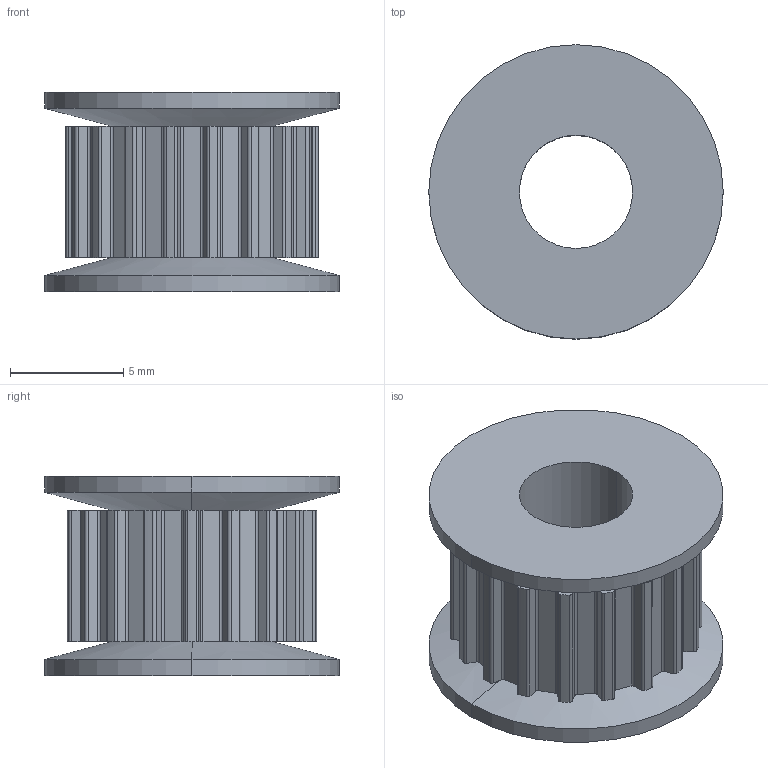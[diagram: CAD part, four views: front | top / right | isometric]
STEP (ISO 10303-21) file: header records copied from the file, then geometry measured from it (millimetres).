
FILE_DESCRIPTION (( 'STEP AP214' ), '1' );
FILE_NAME ('4333240000249.STEP', '2017-11-21T06:55:36', ( '13' ), ( '' ), 'SwSTEP 2.0', 'SolidWorks 2012', '' );
FILE_SCHEMA (( 'AUTOMOTIVE_DESIGN' ));
Length unit declared in the file: millimetre
Products named in the file (1): 4333240000249
Bounding box: 13 x 13 x 8.8 mm (x, y, z)
Volume: 633.7 mm3; surface area: 984.1 mm2
Topology: 1 solids, 1 shells, 159 faces, 461 edges, 306 vertices
Faces by surface type: cylinder 97, plane 58, cone 4
Entity records: 5359 total; most frequent: DIRECTION 979, CARTESIAN_POINT 927, ORIENTED_EDGE 922, EDGE_CURVE 461, AXIS2_PLACEMENT_3D 358, VERTEX_POINT 306, LINE 263, VECTOR 263
